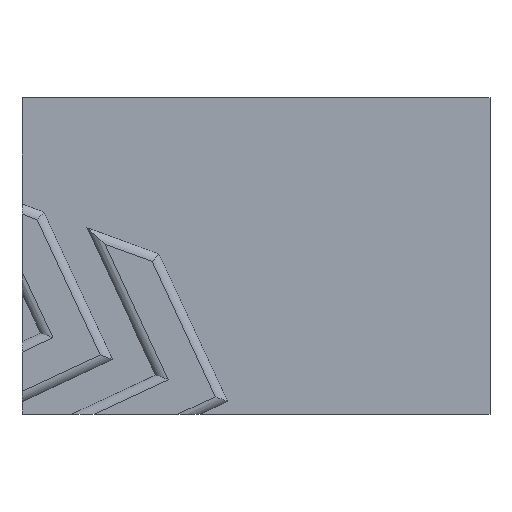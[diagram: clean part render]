
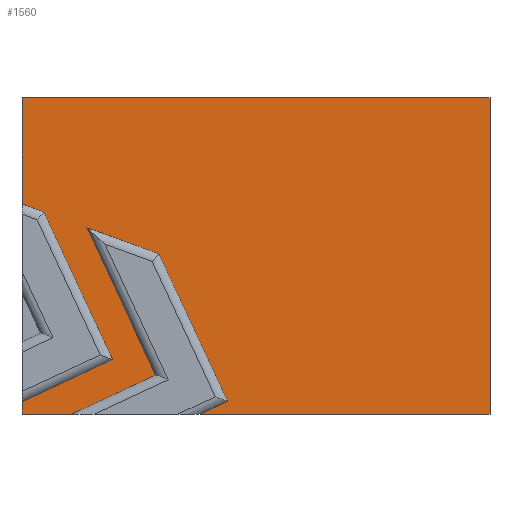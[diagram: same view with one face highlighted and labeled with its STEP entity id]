
A CAD part, top view. The second image highlights one B-rep face of the part: STEP entity #1560.
In plain terms, the highlighted planar face has unit normal (0, 0, 1).
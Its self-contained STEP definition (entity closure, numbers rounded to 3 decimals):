
#67=FACE_OUTER_BOUND($,#149,.T.);
#149=EDGE_LOOP($,(#1125,#1126,#1127,#1128,#1129,#1130,#1131,#1132,#1133,
#1134,#1135,#1136,#1137,#1138));
#247=LINE($,#2203,#459);
#255=LINE($,#2219,#467);
#257=LINE($,#2226,#469);
#258=LINE($,#2230,#470);
#259=LINE($,#2232,#471);
#261=LINE($,#2241,#473);
#267=LINE($,#2254,#479);
#268=LINE($,#2261,#480);
#269=LINE($,#2264,#481);
#270=LINE($,#2267,#482);
#271=LINE($,#2270,#483);
#272=LINE($,#2272,#484);
#273=LINE($,#2274,#485);
#274=LINE($,#2275,#486);
#459=VECTOR($,#1787,9.816);
#467=VECTOR($,#1795,1.162);
#469=VECTOR($,#1805,2.142);
#470=VECTOR($,#1810,15.);
#471=VECTOR($,#1813,9.216);
#473=VECTOR($,#1821,2.809);
#479=VECTOR($,#1831,15.);
#480=VECTOR($,#1840,8.531);
#481=VECTOR($,#1843,7.071);
#482=VECTOR($,#1848,15.);
#483=VECTOR($,#1853,4.608);
#484=VECTOR($,#1854,26.761);
#485=VECTOR($,#1855,29.2);
#486=VECTOR($,#1856,43.2);
#664=VERTEX_POINT($,#2200);
#665=VERTEX_POINT($,#2202);
#672=VERTEX_POINT($,#2216);
#673=VERTEX_POINT($,#2218);
#674=VERTEX_POINT($,#2224);
#675=VERTEX_POINT($,#2228);
#676=VERTEX_POINT($,#2234);
#679=VERTEX_POINT($,#2239);
#684=VERTEX_POINT($,#2253);
#685=VERTEX_POINT($,#2257);
#686=VERTEX_POINT($,#2259);
#687=VERTEX_POINT($,#2263);
#688=VERTEX_POINT($,#2271);
#689=VERTEX_POINT($,#2273);
#825=EDGE_CURVE($,#665,#664,#247,.T.);
#833=EDGE_CURVE($,#673,#672,#255,.T.);
#837=EDGE_CURVE($,#664,#674,#257,.T.);
#839=EDGE_CURVE($,#674,#675,#258,.T.);
#840=EDGE_CURVE($,#675,#673,#259,.T.);
#844=EDGE_CURVE($,#676,#679,#261,.T.);
#850=EDGE_CURVE($,#684,#676,#267,.T.);
#854=EDGE_CURVE($,#685,#686,#268,.T.);
#855=EDGE_CURVE($,#687,#684,#269,.T.);
#857=EDGE_CURVE($,#686,#687,#270,.T.);
#858=EDGE_CURVE($,#672,#685,#271,.T.);
#859=EDGE_CURVE($,#679,#688,#272,.T.);
#860=EDGE_CURVE($,#688,#689,#273,.T.);
#861=EDGE_CURVE($,#689,#665,#274,.T.);
#1125=ORIENTED_EDGE($,*,*,#837,.T.);
#1126=ORIENTED_EDGE($,*,*,#839,.T.);
#1127=ORIENTED_EDGE($,*,*,#840,.T.);
#1128=ORIENTED_EDGE($,*,*,#833,.T.);
#1129=ORIENTED_EDGE($,*,*,#858,.T.);
#1130=ORIENTED_EDGE($,*,*,#854,.T.);
#1131=ORIENTED_EDGE($,*,*,#857,.T.);
#1132=ORIENTED_EDGE($,*,*,#855,.T.);
#1133=ORIENTED_EDGE($,*,*,#850,.T.);
#1134=ORIENTED_EDGE($,*,*,#844,.T.);
#1135=ORIENTED_EDGE($,*,*,#859,.T.);
#1136=ORIENTED_EDGE($,*,*,#860,.T.);
#1137=ORIENTED_EDGE($,*,*,#861,.T.);
#1138=ORIENTED_EDGE($,*,*,#825,.T.);
#1477=PLANE($,#1659);
#1560=ADVANCED_FACE($,(#67),#1477,.T.);
#1659=AXIS2_PLACEMENT_3D($,#2269,#1851,#1852);
#1787=DIRECTION($,(0.,-1.,0.));
#1795=DIRECTION($,(0.,-1.,0.));
#1805=DIRECTION($,(0.94,-0.342,0.));
#1810=DIRECTION($,(0.423,-0.906,0.));
#1813=DIRECTION($,(-0.906,-0.423,0.));
#1821=DIRECTION($,(-0.906,-0.423,0.));
#1831=DIRECTION($,(0.423,-0.906,0.));
#1840=DIRECTION($,(0.906,0.423,0.));
#1843=DIRECTION($,(0.94,-0.342,0.));
#1848=DIRECTION($,(-0.423,0.906,0.));
#1851=DIRECTION('center_axis',(0.,0.,1.));
#1852=DIRECTION('ref_axis',(1.,0.,0.));
#1853=DIRECTION($,(1.,0.,0.));
#1854=DIRECTION($,(1.,0.,0.));
#1855=DIRECTION($,(0.,1.,0.));
#1856=DIRECTION($,(-1.,0.,0.));
#2200=CARTESIAN_POINT('',(-21.6,4.784,1.5));
#2202=CARTESIAN_POINT('',(-21.6,14.6,1.5));
#2203=CARTESIAN_POINT($,(-21.6,-14.6,1.5));
#2216=CARTESIAN_POINT('',(-21.6,-14.6,1.5));
#2218=CARTESIAN_POINT('',(-21.6,-13.438,1.5));
#2219=CARTESIAN_POINT($,(-21.6,-14.6,1.5));
#2224=CARTESIAN_POINT('',(-19.587,4.051,1.5));
#2226=CARTESIAN_POINT($,(-10.288,0.667,1.5));
#2228=CARTESIAN_POINT('',(-13.248,-9.544,1.5));
#2230=CARTESIAN_POINT($,(-13.892,-8.161,1.5));
#2232=CARTESIAN_POINT($,(-10.155,-8.102,1.5));
#2234=CARTESIAN_POINT('',(-2.616,-13.413,1.5));
#2239=CARTESIAN_POINT('',(-5.161,-14.6,1.5));
#2241=CARTESIAN_POINT($,(-0.246,-12.308,1.5));
#2253=CARTESIAN_POINT('',(-8.955,0.182,1.5));
#2254=CARTESIAN_POINT($,(-4.951,-8.405,1.5));
#2257=CARTESIAN_POINT('',(-16.992,-14.6,1.5));
#2259=CARTESIAN_POINT('',(-9.261,-10.995,1.5));
#2261=CARTESIAN_POINT($,(-3.352,-8.239,1.5));
#2263=CARTESIAN_POINT('',(-15.6,2.6,1.5));
#2264=CARTESIAN_POINT($,(-4.972,-1.268,1.5));
#2267=CARTESIAN_POINT($,(-13.709,-1.455,1.5));
#2269=CARTESIAN_POINT('Origin',(0.,0.,1.5));
#2270=CARTESIAN_POINT($,(21.6,-14.6,1.5));
#2271=CARTESIAN_POINT('',(21.6,-14.6,1.5));
#2272=CARTESIAN_POINT($,(21.6,-14.6,1.5));
#2273=CARTESIAN_POINT('',(21.6,14.6,1.5));
#2274=CARTESIAN_POINT($,(21.6,14.6,1.5));
#2275=CARTESIAN_POINT($,(-21.6,14.6,1.5));
